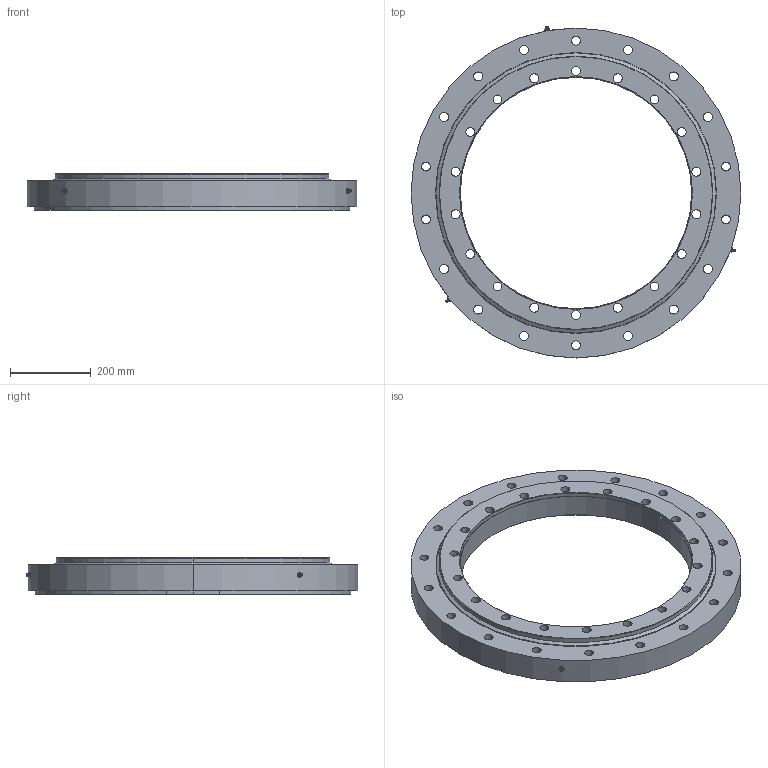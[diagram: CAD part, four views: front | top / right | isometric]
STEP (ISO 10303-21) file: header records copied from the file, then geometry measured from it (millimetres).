
FILE_DESCRIPTION (( 'STEP AP214' ), '1' );
FILE_NAME ('SD.816.25.15.D.1-R.STEP', '2017-07-21T08:43:06', ( '' ), ( '' ), 'SwSTEP 2.0', 'SolidWorks 2015', '' );
FILE_SCHEMA (( 'AUTOMOTIVE_DESIGN' ));
Length unit declared in the file: millimetre
Products named in the file (7): SD.816.25.15.D.1-R - IR; SD.816.25.15.D.1-R; Grease nipple M10x1mm; SD.816.25.15.D.1-R - OR Seal; SD.816.25.15.D.1-R - IR Seal; Roller L25; SD.816.25.15.D.1-R - OR
Assembly tree (101 placements, depth 2):
  SD.816.25.15.D.1-R
    SD.816.25.15.D.1-R - IR
    SD.816.25.15.D.1-R - OR
    Roller L25  x94
    SD.816.25.15.D.1-R - IR Seal
    SD.816.25.15.D.1-R - OR Seal
    Grease nipple M10x1mm  x3
Bounding box: 816 x 821.07 x 90 mm (x, y, z)
Volume: 17208176.4 mm3; surface area: 1825836.4 mm2
Topology: 101 solids, 101 shells, 1027 faces, 1969 edges, 1156 vertices
Faces by surface type: torus 406, cylinder 314, plane 235, cone 72
Entity records: 8106 total; most frequent: CARTESIAN_POINT 1686, DIRECTION 1430, ORIENTED_EDGE 1046, AXIS2_PLACEMENT_3D 636, EDGE_CURVE 523, VERTEX_POINT 328, CIRCLE 317, EDGE_LOOP 311
